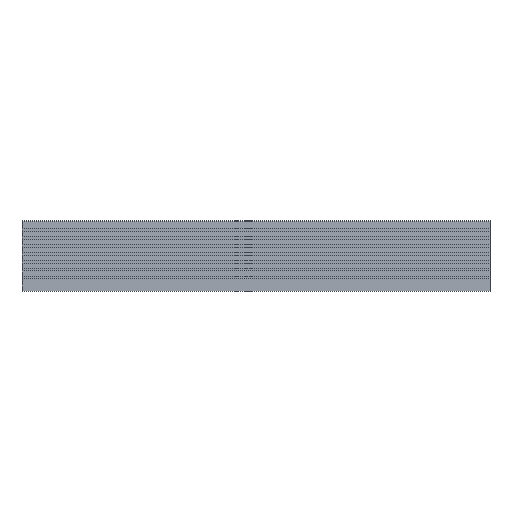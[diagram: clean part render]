
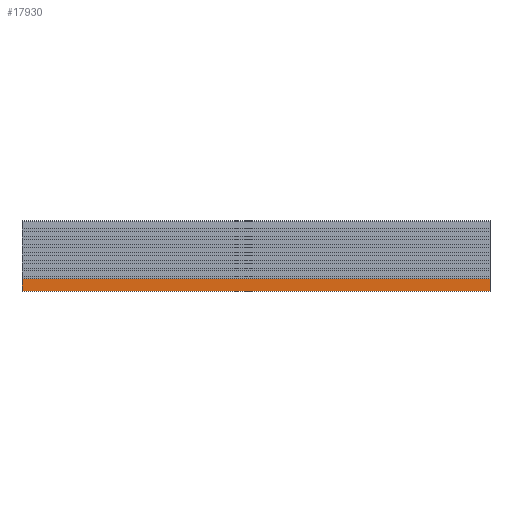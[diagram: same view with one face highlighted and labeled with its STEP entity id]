
A CAD part, left-side view. The second image highlights one B-rep face of the part: STEP entity #17930.
In plain terms, the highlighted planar face has unit normal (-1, 0, 0).
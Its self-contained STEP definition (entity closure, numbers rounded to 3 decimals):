
#1390=CARTESIAN_POINT('',(1.,120.246,8.582));
#1400=VERTEX_POINT('',#1390);
#1430=CARTESIAN_POINT('',(1.,120.246,10.676));
#1440=DIRECTION('',(0.,0.,-1.));
#1450=VECTOR('',#1440,1.);
#1460=LINE('',#1430,#1450);
#1470=CARTESIAN_POINT('',(1.,120.246,5.571));
#1480=VERTEX_POINT('',#1470);
#1490=EDGE_CURVE('',#1400,#1480,#1460,.T.);
#17630=CARTESIAN_POINT('',(1.,3.852,
7.071));
#17640=DIRECTION('',(-1.,0.,0.));
#17650=DIRECTION('',(0.,0.,1.));
#17660=AXIS2_PLACEMENT_3D('',#17630,#17640,#17650);
#17670=PLANE('',#17660);
#17680=CARTESIAN_POINT('',(1.,133.535,8.582
));
#17690=DIRECTION('',(0.,-1.,0.));
#17700=VECTOR('',#17690,1.);
#17710=LINE('',#17680,#17700);
#17720=CARTESIAN_POINT('',(1.,5.352,
8.582));
#17730=VERTEX_POINT('',#17720);
#17740=EDGE_CURVE('',#1400,#17730,#17710,.T.);
#17750=ORIENTED_EDGE('',*,*,#17740,.F.);
#17760=CARTESIAN_POINT('',(1.,5.352,10.676));
#17770=DIRECTION('',(0.,0.,-1.));
#17780=VECTOR('',#17770,1.);
#17790=LINE('',#17760,#17780);
#17800=CARTESIAN_POINT('',(1.,5.352,
5.571));
#17810=VERTEX_POINT('',#17800);
#17820=EDGE_CURVE('',#17730,#17810,#17790,.T.);
#17830=ORIENTED_EDGE('',*,*,#17820,.F.);
#17840=CARTESIAN_POINT('',(1.,48.999,
5.571));
#17850=DIRECTION('',(0.,-1.,0.));
#17860=VECTOR('',#17850,1.);
#17870=LINE('',#17840,#17860);
#17880=EDGE_CURVE('',#1480,#17810,#17870,.T.);
#17890=ORIENTED_EDGE('',*,*,#17880,.T.);
#17900=ORIENTED_EDGE('',*,*,#1490,.T.);
#17910=EDGE_LOOP('',(#17900,#17890,#17830,#17750));
#17920=FACE_OUTER_BOUND('',#17910,.T.);
#17930=ADVANCED_FACE('',(#17920),#17670,.T.);
